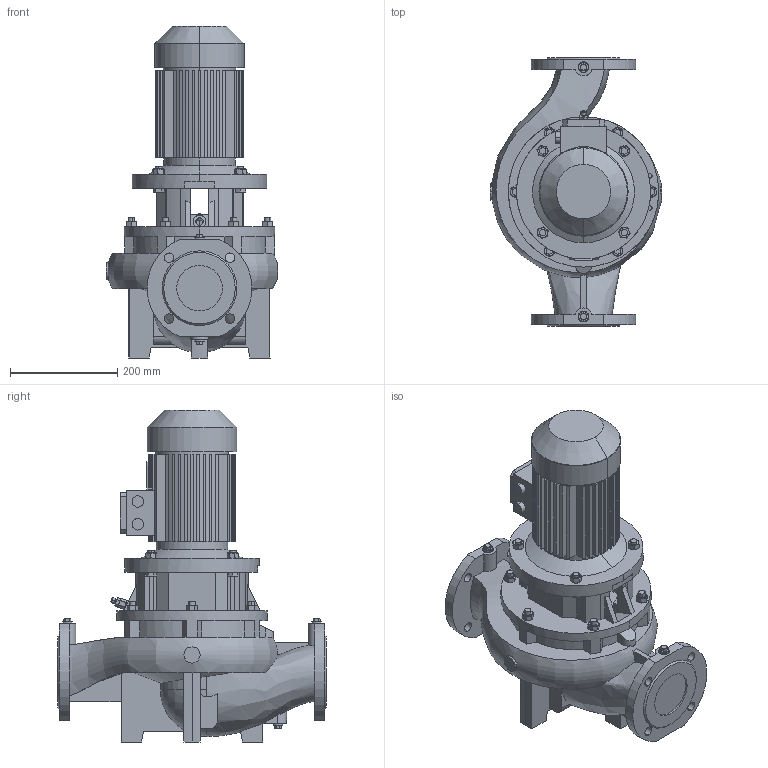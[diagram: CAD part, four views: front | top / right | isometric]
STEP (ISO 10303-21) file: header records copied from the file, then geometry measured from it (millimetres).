
FILE_DESCRIPTION (( 'STEP AP203' ), '1' );
FILE_NAME ('枅-313-000-313-016-01-43.step', '2025-02-11T17:09:38', ( 'adb' ), ( '' ), 'SwSTEP 2.0', 'SolidWorks 2016', '' );
FILE_SCHEMA (( 'CONFIG_CONTROL_DESIGN' ));
Length unit declared in the file: millimetre
Products named in the file (1): 枅-313-000-313-016-01-43
Bounding box: 320 x 500 x 618 mm (x, y, z)
Volume: 17307313.4 mm3; surface area: 1437027.7 mm2
Topology: 8 solids, 20 shells, 944 faces, 2419 edges, 1586 vertices
Faces by surface type: plane 502, cylinder 331, cone 97, bspline 9, sphere 5
Entity records: 33652 total; most frequent: CARTESIAN_POINT 10417, ORIENTED_EDGE 4834, DIRECTION 4811, EDGE_CURVE 2417, AXIS2_PLACEMENT_3D 1781, VERTEX_POINT 1586, VECTOR 1249, LINE 1249
